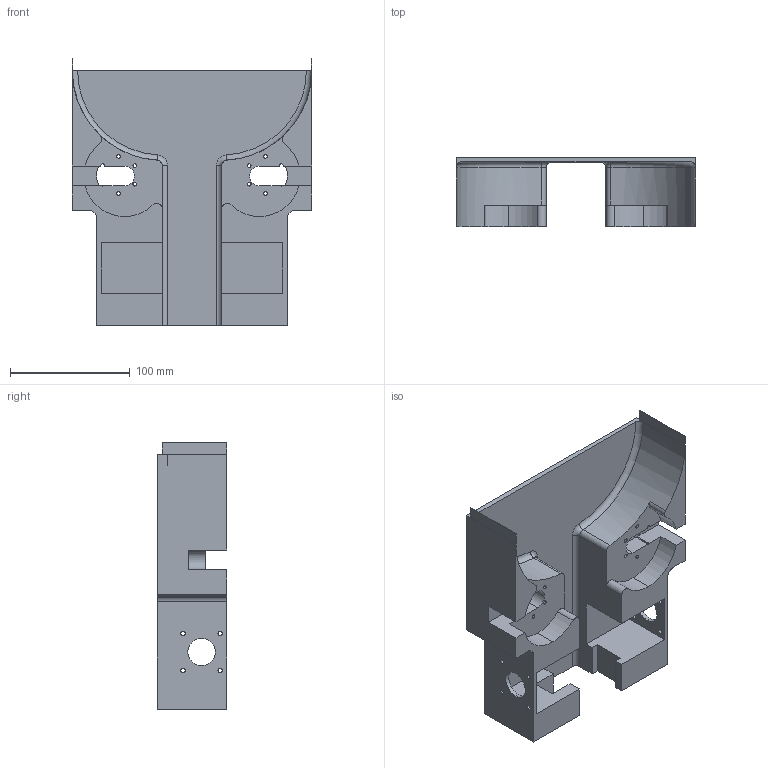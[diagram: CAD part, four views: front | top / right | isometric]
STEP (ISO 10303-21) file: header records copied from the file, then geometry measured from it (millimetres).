
FILE_DESCRIPTION (( 'STEP AP214' ), '1' );
FILE_NAME ('Ð¡³µ³µÉív1.5.2.STEP', '2026-01-16T14:17:12', ( '' ), ( '' ), 'SwSTEP 2.0', 'SolidWorks 2022', '' );
FILE_SCHEMA (( 'AUTOMOTIVE_DESIGN' ));
Length unit declared in the file: millimetre
Products named in the file (1): 小车车身v1.5.2
Bounding box: 200 x 58 x 223 mm (x, y, z)
Volume: 797754.3 mm3; surface area: 156680.9 mm2
Topology: 3 solids, 3 shells, 132 faces, 374 edges, 246 vertices
Faces by surface type: cylinder 68, plane 60, torus 4
Entity records: 4460 total; most frequent: DIRECTION 790, CARTESIAN_POINT 753, ORIENTED_EDGE 748, EDGE_CURVE 374, AXIS2_PLACEMENT_3D 283, VERTEX_POINT 246, VECTOR 224, LINE 224
